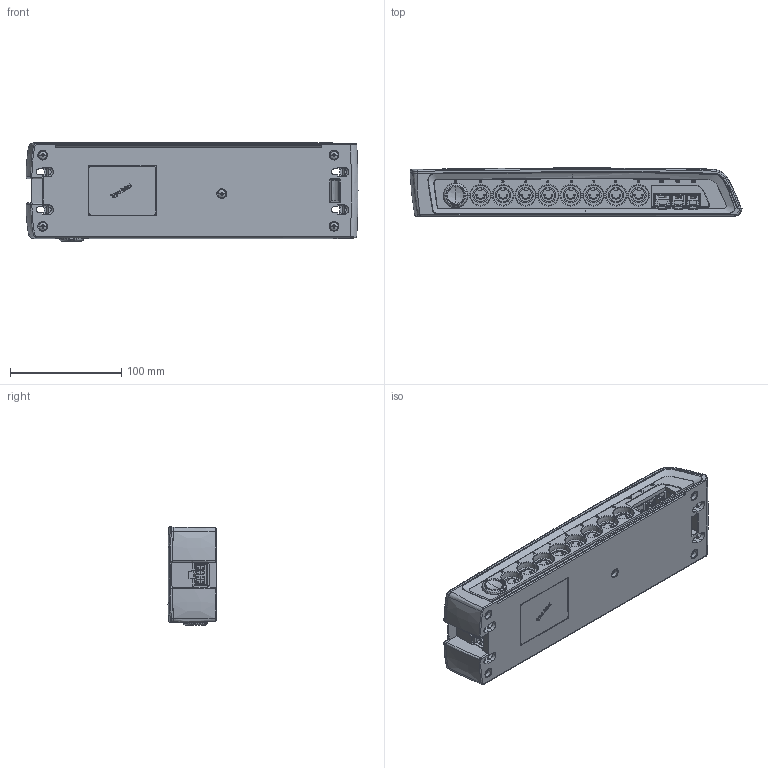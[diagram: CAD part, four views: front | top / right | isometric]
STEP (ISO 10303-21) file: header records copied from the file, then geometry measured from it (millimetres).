
FILE_DESCRIPTION (( 'STEP AP203' ), '1' );
FILE_NAME ('HE 300.STEP', '2013-07-17T13:22:49', ( 'admin' ), ( 'Hewlett-Packard Company' ), 'SwSTEP 2.0', 'SolidWorks 2012', '' );
FILE_SCHEMA (( 'CONFIG_CONTROL_DESIGN' ));
Length unit declared in the file: millimetre
Products named in the file (1): HE 300
Bounding box: 298.58 x 43.21 x 88.2 mm (x, y, z)
Volume: 962664.1 mm3; surface area: 112692.8 mm2
Topology: 1 solids, 12 shells, 2164 faces, 5752 edges, 3706 vertices
Faces by surface type: plane 1085, bspline 436, cylinder 387, torus 136, cone 78, sphere 42
Entity records: 90850 total; most frequent: CARTESIAN_POINT 40072, ORIENTED_EDGE 11466, DIRECTION 9186, EDGE_CURVE 5733, VERTEX_POINT 3706, LINE 3178, VECTOR 3178, AXIS2_PLACEMENT_3D 3004
